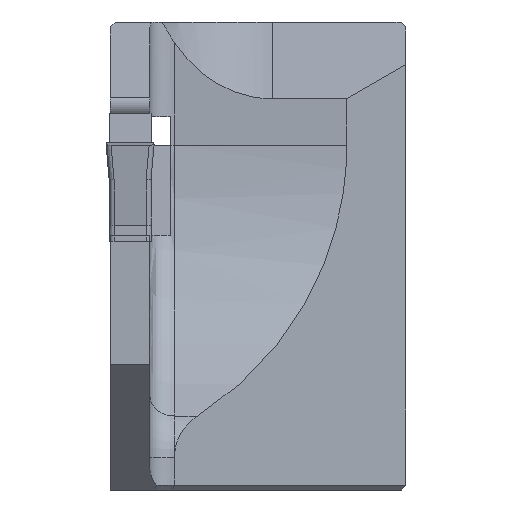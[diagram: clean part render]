
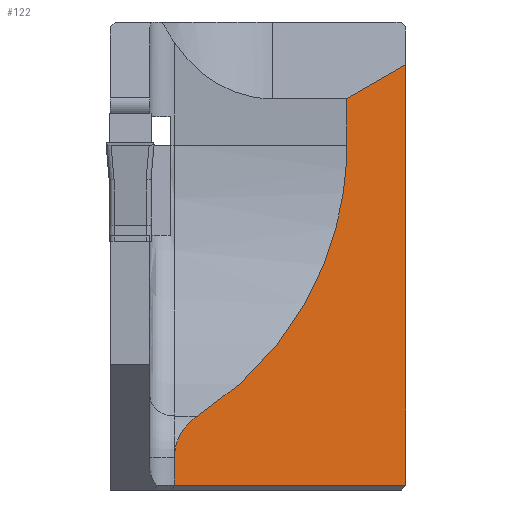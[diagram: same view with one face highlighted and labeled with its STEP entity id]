
A CAD part, left-side view. The second image highlights one B-rep face of the part: STEP entity #122.
In plain terms, the highlighted planar face has unit normal (-0.707, -0.707, 0).
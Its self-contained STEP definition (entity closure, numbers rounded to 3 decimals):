
#77=ELLIPSE('',#1347,2.828,2.);
#82=ELLIPSE('',#1367,18.385,13.);
#122=ADVANCED_FACE('',(#237),#185,.F.);
#185=PLANE('',#1380);
#237=FACE_OUTER_BOUND('',#307,.T.);
#307=EDGE_LOOP('',(#515,#516,#517,#518,#519,#520,#521));
#515=ORIENTED_EDGE('',*,*,#890,.F.);
#516=ORIENTED_EDGE('',*,*,#968,.T.);
#517=ORIENTED_EDGE('',*,*,#955,.F.);
#518=ORIENTED_EDGE('',*,*,#956,.F.);
#519=ORIENTED_EDGE('',*,*,#919,.F.);
#520=ORIENTED_EDGE('',*,*,#966,.T.);
#521=ORIENTED_EDGE('',*,*,#969,.T.);
#769=VERTEX_POINT('',#1847);
#770=VERTEX_POINT('',#1849);
#796=VERTEX_POINT('',#1907);
#798=VERTEX_POINT('',#1910);
#816=VERTEX_POINT('',#1982);
#819=VERTEX_POINT('',#1988);
#823=VERTEX_POINT('',#2027);
#890=EDGE_CURVE('',#769,#770,#1075,.T.);
#919=EDGE_CURVE('',#798,#796,#77,.T.);
#955=EDGE_CURVE('',#819,#816,#1124,.T.);
#956=EDGE_CURVE('',#796,#819,#82,.T.);
#966=EDGE_CURVE('',#798,#823,#1126,.T.);
#968=EDGE_CURVE('',#769,#816,#1127,.T.);
#969=EDGE_CURVE('',#823,#770,#1128,.T.);
#1075=LINE('',#1848,#1208);
#1124=LINE('',#1989,#1257);
#1126=LINE('',#2026,#1259);
#1127=LINE('',#2030,#1260);
#1128=LINE('',#2031,#1261);
#1208=VECTOR('',#1461,1.);
#1257=VECTOR('',#1570,1.);
#1259=VECTOR('',#1596,1.);
#1260=VECTOR('',#1601,1.);
#1261=VECTOR('',#1602,1.);
#1347=AXIS2_PLACEMENT_3D('',#1911,#1506,#1507);
#1367=AXIS2_PLACEMENT_3D('',#1991,#1573,#1574);
#1380=AXIS2_PLACEMENT_3D('',#2032,#1603,#1604);
#1461=DIRECTION('',(0.,0.,-1.));
#1506=DIRECTION('',(0.707,0.707,0.));
#1507=DIRECTION('',(-0.707,0.707,0.));
#1570=DIRECTION('',(0.,0.,1.));
#1573=DIRECTION('',(-0.707,-0.707,0.));
#1574=DIRECTION('',(-0.707,0.707,0.));
#1596=DIRECTION('',(0.,0.,-1.));
#1601=DIRECTION('',(-0.655,0.655,-0.378));
#1602=DIRECTION('',(0.707,-0.707,0.));
#1603=DIRECTION('',(0.707,0.707,0.));
#1604=DIRECTION('',(0.707,-0.707,0.));
#1847=CARTESIAN_POINT('',(15.4,0.,3.268));
#1848=CARTESIAN_POINT('',(15.4,0.,30.));
#1849=CARTESIAN_POINT('',(15.4,0.,-13.8));
#1907=CARTESIAN_POINT('',(6.933,8.467,-10.997));
#1910=CARTESIAN_POINT('',(6.,9.4,-12.689));
#1911=CARTESIAN_POINT('',(8.,7.4,-12.689));
#1982=CARTESIAN_POINT('',(13.,2.4,1.882));
#1988=CARTESIAN_POINT('',(13.,2.4,0.));
#1989=CARTESIAN_POINT('',(13.,2.4,30.));
#1991=CARTESIAN_POINT('',(0.,15.4,0.));
#2026=CARTESIAN_POINT('',(6.,9.4,-12.689));
#2027=CARTESIAN_POINT('',(6.,9.4,-13.8));
#2030=CARTESIAN_POINT('',(22.014,-6.614,7.087));
#2031=CARTESIAN_POINT('',(15.4,0.,-13.8));
#2032=CARTESIAN_POINT('',(15.4,0.,30.));
